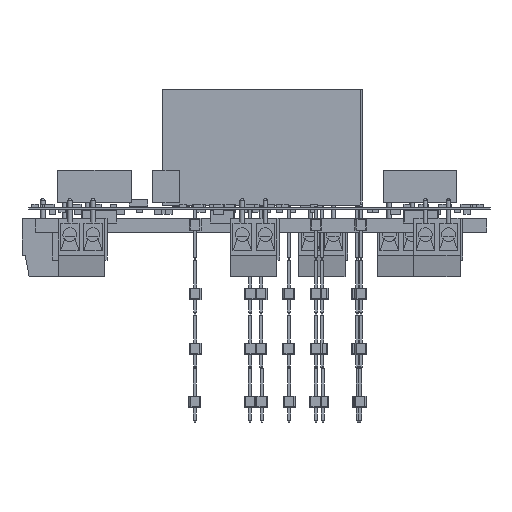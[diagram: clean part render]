
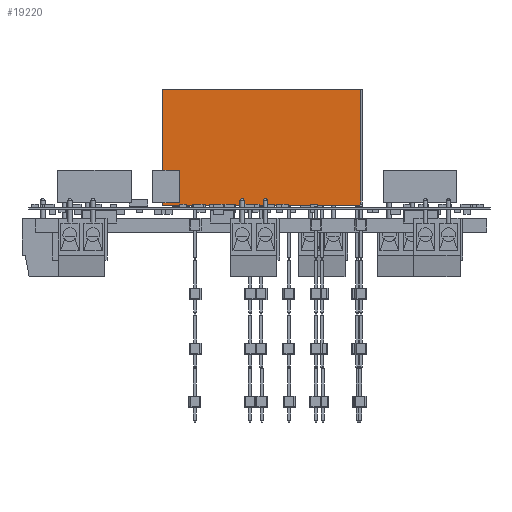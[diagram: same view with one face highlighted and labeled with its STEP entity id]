
A CAD part, left-side view. The second image highlights one B-rep face of the part: STEP entity #19220.
In plain terms, the highlighted planar face has unit normal (-1, 0, 0).
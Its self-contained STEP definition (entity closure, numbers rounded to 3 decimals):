
#19122 = EDGE_CURVE('',#19123,#19125,#19127,.T.);
#19123 = VERTEX_POINT('',#19124);
#19124 = CARTESIAN_POINT('',(-4.978,-21.488,0.));
#19125 = VERTEX_POINT('',#19126);
#19126 = CARTESIAN_POINT('',(-4.978,-21.488,24.892));
#19127 = LINE('',#19128,#19129);
#19128 = CARTESIAN_POINT('',(-4.978,-21.488,0.));
#19129 = VECTOR('',#19130,1.);
#19130 = DIRECTION('',(0.,0.,1.));
#19195 = VERTEX_POINT('',#19196);
#19196 = CARTESIAN_POINT('',(-4.978,21.488,24.892));
#19202 = EDGE_CURVE('',#19203,#19195,#19205,.T.);
#19203 = VERTEX_POINT('',#19204);
#19204 = CARTESIAN_POINT('',(-4.978,21.488,0.));
#19205 = LINE('',#19206,#19207);
#19206 = CARTESIAN_POINT('',(-4.978,21.488,0.));
#19207 = VECTOR('',#19208,1.);
#19208 = DIRECTION('',(0.,0.,1.));
#19220 = ADVANCED_FACE('',(#19221),#19237,.F.);
#19221 = FACE_BOUND('',#19222,.F.);
#19222 = EDGE_LOOP('',(#19223,#19224,#19230,#19231));
#19223 = ORIENTED_EDGE('',*,*,#19202,.T.);
#19224 = ORIENTED_EDGE('',*,*,#19225,.T.);
#19225 = EDGE_CURVE('',#19195,#19125,#19226,.T.);
#19226 = LINE('',#19227,#19228);
#19227 = CARTESIAN_POINT('',(-4.978,21.488,24.892));
#19228 = VECTOR('',#19229,1.);
#19229 = DIRECTION('',(0.,-1.,0.));
#19230 = ORIENTED_EDGE('',*,*,#19122,.F.);
#19231 = ORIENTED_EDGE('',*,*,#19232,.F.);
#19232 = EDGE_CURVE('',#19203,#19123,#19233,.T.);
#19233 = LINE('',#19234,#19235);
#19234 = CARTESIAN_POINT('',(-4.978,21.488,0.));
#19235 = VECTOR('',#19236,1.);
#19236 = DIRECTION('',(0.,-1.,0.));
#19237 = PLANE('',#19238);
#19238 = AXIS2_PLACEMENT_3D('',#19239,#19240,#19241);
#19239 = CARTESIAN_POINT('',(-4.978,21.488,0.));
#19240 = DIRECTION('',(1.,0.,0.));
#19241 = DIRECTION('',(0.,-1.,0.));
